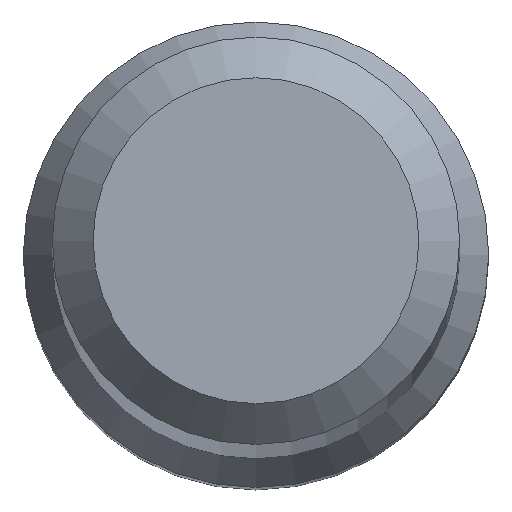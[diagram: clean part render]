
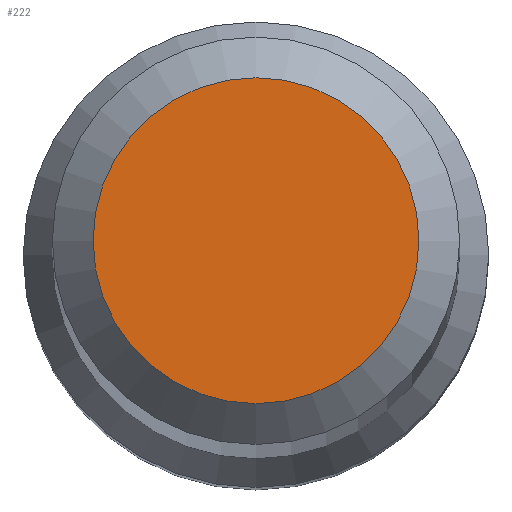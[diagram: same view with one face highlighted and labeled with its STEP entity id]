
A CAD part, top view. The second image highlights one B-rep face of the part: STEP entity #222.
In plain terms, the highlighted planar face has unit normal (0, 0, 1).
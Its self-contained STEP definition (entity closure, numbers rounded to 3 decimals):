
#27 = DIRECTION ( 'NONE',  ( 0., 0., 1. ) ) ;
#43 = EDGE_CURVE ( 'NONE', #120, #120, #162, .T. ) ;
#61 = AXIS2_PLACEMENT_3D ( 'NONE', #138, #62, #93 ) ;
#62 = DIRECTION ( 'NONE',  ( 0., 0., -1. ) ) ;
#65 = CARTESIAN_POINT ( 'NONE',  ( 0., 0., 70. ) ) ;
#90 = EDGE_LOOP ( 'NONE', ( #243 ) ) ;
#93 = DIRECTION ( 'NONE',  ( 0., 1., 0. ) ) ;
#120 = VERTEX_POINT ( 'NONE', #175 ) ;
#138 = CARTESIAN_POINT ( 'NONE',  ( 0., 0., 70. ) ) ;
#158 = DIRECTION ( 'NONE',  ( 0., -1., 0. ) ) ;
#162 = CIRCLE ( 'NONE', #61, 1.2 ) ;
#172 = PLANE ( 'NONE',  #235 ) ;
#175 = CARTESIAN_POINT ( 'NONE',  ( 0., 1.2, 70. ) ) ;
#210 = FACE_OUTER_BOUND ( 'NONE', #90, .T. ) ;
#222 = ADVANCED_FACE ( 'NONE', ( #210 ), #172, .T. ) ;
#235 = AXIS2_PLACEMENT_3D ( 'NONE', #65, #27, #158 ) ;
#243 = ORIENTED_EDGE ( 'NONE', *, *, #43, .F. ) ;
